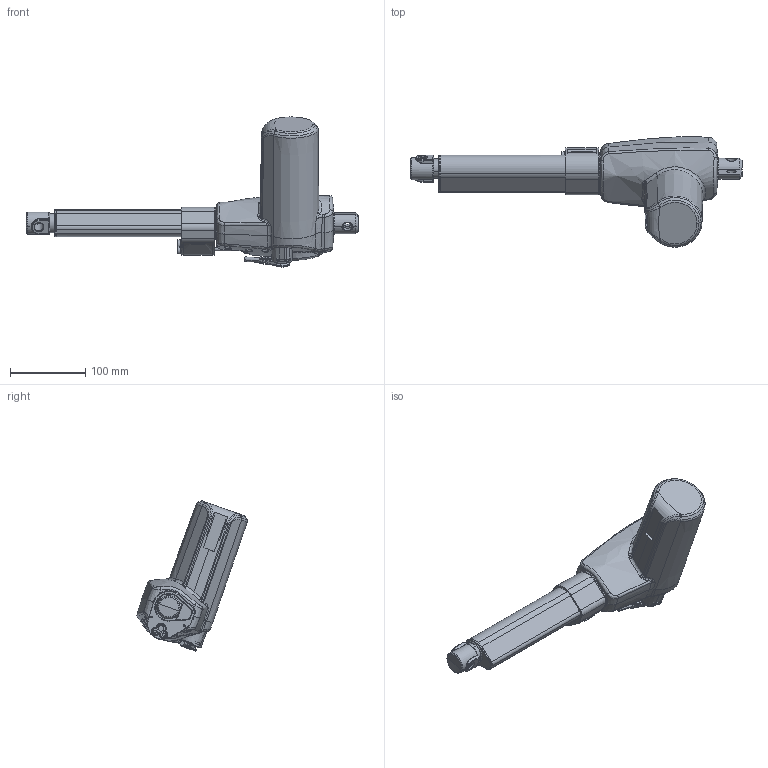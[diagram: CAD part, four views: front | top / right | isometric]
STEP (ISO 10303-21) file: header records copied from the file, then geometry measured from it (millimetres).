
FILE_DESCRIPTION (( 'STEP AP203' ), '1' );
FILE_NAME ('3D-TA15.STEP', '2015-01-20T05:40:57', ( '' ), ( '' ), 'SwSTEP 2.0', 'SolidWorks 2010', '' );
FILE_SCHEMA (( 'CONFIG_CONTROL_DESIGN' ));
Length unit declared in the file: millimetre
Products named in the file (1): 3D-TA15
Bounding box: 441.3 x 147.1 x 199.52 mm (x, y, z)
Surface area: 170075.4 mm2 (no closed solid volume)
Topology: 0 solids, 21 shells, 722 faces, 2199 edges, 1444 vertices
Faces by surface type: cylinder 190, bspline 189, plane 149, torus 113, cone 78, sphere 3
Entity records: 68855 total; most frequent: CARTESIAN_POINT 50532, ORIENTED_EDGE 3789, DIRECTION 3566, EDGE_CURVE 2190, VERTEX_POINT 1444, AXIS2_PLACEMENT_3D 1428, CIRCLE 894, EDGE_LOOP 763
